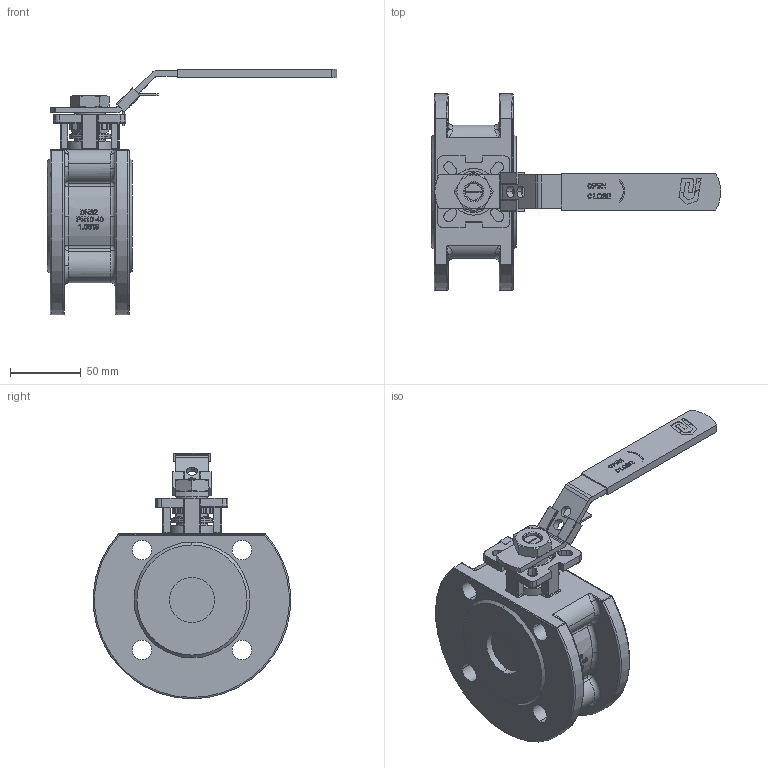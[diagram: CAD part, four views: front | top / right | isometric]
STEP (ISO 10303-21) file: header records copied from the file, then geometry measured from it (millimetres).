
FILE_DESCRIPTION(('HOOPS Exchange Step'),'2;1');
FILE_NAME('FK0300_DN32.stp','2025-07-24T11:53:05+02:00',('nieru'),('Unknown organisation'),'HOOPS Exchange 2024.2','HOOPS Exchange','Unknown authorisation');
FILE_SCHEMA( ('AP203_CONFIGURATION_CONTROLLED_3D_DESIGN_OF_MECHANICAL_PARTS_AND_ASSEMBLIES_MIM_LF') );
Length unit declared in the file: millimetre
Products named in the file (2): 0; root
Assembly tree (1 placements, depth 2):
  root
    0
Bounding box: 204.92 x 139.61 x 174 mm (x, y, z)
Volume: 600904.1 mm3; surface area: 100087.1 mm2
Topology: 3 solids, 3 shells, 1342 faces, 3836 edges, 2457 vertices
Faces by surface type: plane 462, cylinder 425, bspline 317, torus 74, cone 48, sphere 16
Entity records: 71106 total; most frequent: CARTESIAN_POINT 39149, ORIENTED_EDGE 7640, DIRECTION 5292, EDGE_CURVE 3820, VERTEX_POINT 2457, AXIS2_PLACEMENT_3D 1853, VECTOR 1586, LINE 1586
